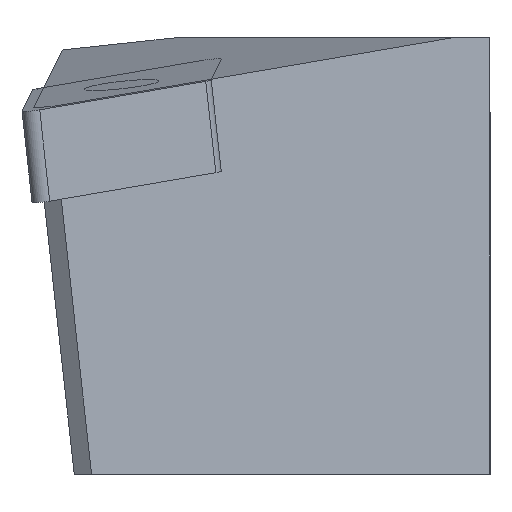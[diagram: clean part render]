
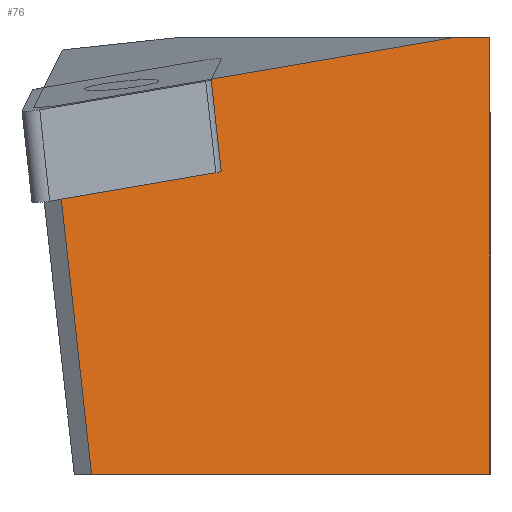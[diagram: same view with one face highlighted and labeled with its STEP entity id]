
A CAD part, left-side view. The second image highlights one B-rep face of the part: STEP entity #76.
In plain terms, the highlighted planar face has unit normal (-0.85, -0.527, -0.026).
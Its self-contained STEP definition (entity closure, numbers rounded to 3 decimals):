
#76=ADVANCED_FACE('',(#119),#101,.F.);
#101=PLANE('',#486);
#119=FACE_OUTER_BOUND('',#141,.T.);
#141=EDGE_LOOP('',(#198,#199,#200,#201,#202));
#198=ORIENTED_EDGE('',*,*,#347,.F.);
#199=ORIENTED_EDGE('',*,*,#349,.F.);
#200=ORIENTED_EDGE('',*,*,#344,.F.);
#201=ORIENTED_EDGE('',*,*,#332,.T.);
#202=ORIENTED_EDGE('',*,*,#324,.T.);
#284=VERTEX_POINT('',#644);
#285=VERTEX_POINT('',#646);
#287=VERTEX_POINT('',#652);
#300=VERTEX_POINT('',#685);
#302=VERTEX_POINT('',#690);
#324=EDGE_CURVE('',#285,#284,#384,.T.);
#332=EDGE_CURVE('',#287,#285,#391,.T.);
#344=EDGE_CURVE('',#287,#300,#402,.T.);
#347=EDGE_CURVE('',#302,#284,#405,.T.);
#349=EDGE_CURVE('',#300,#302,#407,.T.);
#384=LINE('',#645,#431);
#391=LINE('',#661,#438);
#402=LINE('',#684,#449);
#405=LINE('',#691,#452);
#407=LINE('',#694,#454);
#431=VECTOR('',#519,1.);
#438=VECTOR('',#530,1.);
#449=VECTOR('',#549,1.);
#452=VECTOR('',#554,1.);
#454=VECTOR('',#558,1.);
#486=AXIS2_PLACEMENT_3D('',#695,#559,#560);
#519=DIRECTION('',(-0.527,0.85,0.));
#530=DIRECTION('',(-0.031,0.,1.));
#549=DIRECTION('',(-0.527,0.85,0.));
#554=DIRECTION('',(0.518,-0.843,0.145));
#558=DIRECTION('',(-0.098,0.109,0.989));
#559=DIRECTION('',(0.85,0.527,0.026));
#560=DIRECTION('',(0.527,-0.85,0.));
#644=CARTESIAN_POINT('',(19.087,-29.639,5.172));
#645=CARTESIAN_POINT('',(19.315,-30.006,5.172));
#646=CARTESIAN_POINT('',(20.718,-32.27,5.172));
#652=CARTESIAN_POINT('',(21.647,-32.27,-24.828));
#661=CARTESIAN_POINT('',(21.641,-32.27,-24.642));
#684=CARTESIAN_POINT('',(19.986,-29.59,-24.828));
#685=CARTESIAN_POINT('',(4.658,-4.866,-24.828));
#690=CARTESIAN_POINT('',(2.145,-2.075,0.443));
#691=CARTESIAN_POINT('',(9.313,-13.736,2.444));
#694=CARTESIAN_POINT('',(3.041,-3.07,-8.568));
#695=CARTESIAN_POINT('',(6.138,-8.109,-7.704));
